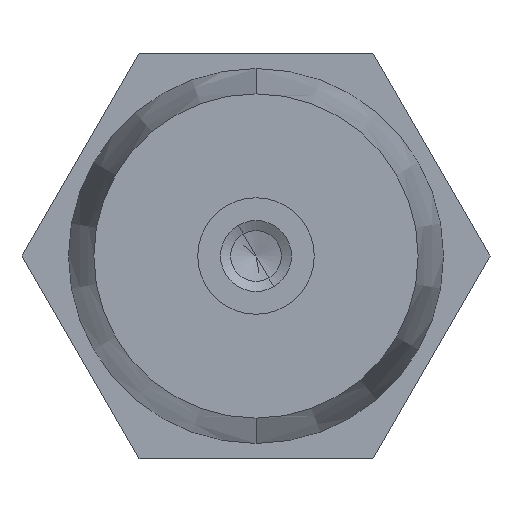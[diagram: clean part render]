
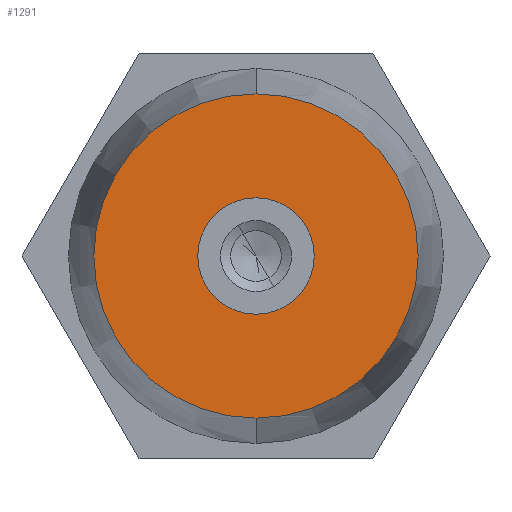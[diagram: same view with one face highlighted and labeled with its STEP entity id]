
A CAD part, front view. The second image highlights one B-rep face of the part: STEP entity #1291.
In plain terms, the highlighted planar face has unit normal (0, -1, 0).
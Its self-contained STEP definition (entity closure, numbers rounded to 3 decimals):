
#53 = AXIS2_PLACEMENT_3D ( 'NONE', #2808, #386, #642 ) ;
#69 = EDGE_LOOP ( 'NONE', ( #2607, #1755 ) ) ;
#181 = DIRECTION ( 'NONE',  ( 0., 0., -1. ) ) ;
#369 = CARTESIAN_POINT ( 'NONE',  ( 0., -22.5, 5.75 ) ) ;
#386 = DIRECTION ( 'NONE',  ( 0., -1., 0. ) ) ;
#394 = EDGE_LOOP ( 'NONE', ( #2486, #2273 ) ) ;
#450 = CARTESIAN_POINT ( 'NONE',  ( 0., -22.5, -5.75 ) ) ;
#499 = VERTEX_POINT ( 'NONE', #1060 ) ;
#557 = CARTESIAN_POINT ( 'NONE',  ( 0., -22.5, 0. ) ) ;
#642 = DIRECTION ( 'NONE',  ( 0., 0., -1. ) ) ;
#678 = DIRECTION ( 'NONE',  ( 0., 0., 1. ) ) ;
#744 = CIRCLE ( 'NONE', #1675, 16. ) ;
#820 = EDGE_CURVE ( 'NONE', #499, #1719, #744, .T. ) ;
#978 = AXIS2_PLACEMENT_3D ( 'NONE', #2596, #2629, #678 ) ;
#1034 = AXIS2_PLACEMENT_3D ( 'NONE', #557, #1589, #2752 ) ;
#1060 = CARTESIAN_POINT ( 'NONE',  ( 0., -22.5, -16. ) ) ;
#1291 = ADVANCED_FACE ( 'NONE', ( #1363, #3119 ), #2875, .T. ) ;
#1310 = DIRECTION ( 'NONE',  ( 0., 0., -1. ) ) ;
#1363 = FACE_BOUND ( 'NONE', #394, .T. ) ;
#1589 = DIRECTION ( 'NONE',  ( 0., 1., 0. ) ) ;
#1675 = AXIS2_PLACEMENT_3D ( 'NONE', #2803, #1789, #1310 ) ;
#1719 = VERTEX_POINT ( 'NONE', #2419 ) ;
#1755 = ORIENTED_EDGE ( 'NONE', *, *, #820, .T. ) ;
#1789 = DIRECTION ( 'NONE',  ( 0., -1., 0. ) ) ;
#1884 = EDGE_CURVE ( 'NONE', #1719, #499, #2990, .T. ) ;
#1915 = VERTEX_POINT ( 'NONE', #369 ) ;
#1953 = CIRCLE ( 'NONE', #1034, 5.75 ) ;
#2023 = AXIS2_PLACEMENT_3D ( 'NONE', #2148, #3134, #181 ) ;
#2037 = VERTEX_POINT ( 'NONE', #450 ) ;
#2148 = CARTESIAN_POINT ( 'NONE',  ( 0., -22.5, 0. ) ) ;
#2270 = EDGE_CURVE ( 'NONE', #2037, #1915, #1953, .T. ) ;
#2273 = ORIENTED_EDGE ( 'NONE', *, *, #2354, .T. ) ;
#2354 = EDGE_CURVE ( 'NONE', #1915, #2037, #2366, .T. ) ;
#2366 = CIRCLE ( 'NONE', #978, 5.75 ) ;
#2419 = CARTESIAN_POINT ( 'NONE',  ( 0., -22.5, 16. ) ) ;
#2486 = ORIENTED_EDGE ( 'NONE', *, *, #2270, .T. ) ;
#2596 = CARTESIAN_POINT ( 'NONE',  ( 0., -22.5, 0. ) ) ;
#2607 = ORIENTED_EDGE ( 'NONE', *, *, #1884, .T. ) ;
#2629 = DIRECTION ( 'NONE',  ( 0., 1., 0. ) ) ;
#2752 = DIRECTION ( 'NONE',  ( 0., 0., 1. ) ) ;
#2803 = CARTESIAN_POINT ( 'NONE',  ( 0., -22.5, 0. ) ) ;
#2808 = CARTESIAN_POINT ( 'NONE',  ( 0., -22.5, 0. ) ) ;
#2875 = PLANE ( 'NONE',  #2023 ) ;
#2990 = CIRCLE ( 'NONE', #53, 16. ) ;
#3119 = FACE_OUTER_BOUND ( 'NONE', #69, .T. ) ;
#3134 = DIRECTION ( 'NONE',  ( 0., -1., 0. ) ) ;
